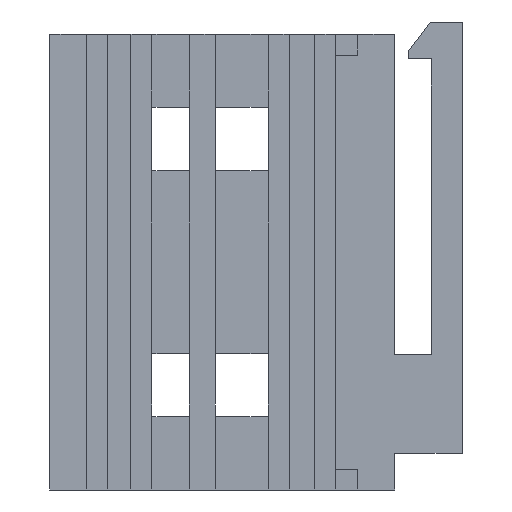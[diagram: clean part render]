
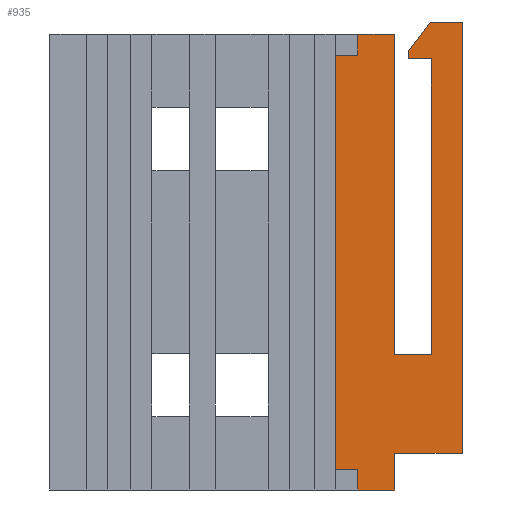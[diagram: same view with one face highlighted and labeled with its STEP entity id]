
A CAD part, front view. The second image highlights one B-rep face of the part: STEP entity #935.
In plain terms, the highlighted planar face has unit normal (0, -1, 0).
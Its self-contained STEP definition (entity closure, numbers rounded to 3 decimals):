
#22 = VERTEX_POINT ( 'NONE', #1474 ) ;
#29 = DIRECTION ( 'NONE',  ( 0., 0., -1. ) ) ;
#67 = EDGE_CURVE ( 'NONE', #2169, #2496, #1949, .T. ) ;
#80 = ORIENTED_EDGE ( 'NONE', *, *, #2564, .F. ) ;
#90 = DIRECTION ( 'NONE',  ( -1., 0., 0. ) ) ;
#107 = LINE ( 'NONE', #2538, #1625 ) ;
#122 = CARTESIAN_POINT ( 'NONE',  ( 16.9, 1.531, 19.5 ) ) ;
#165 = CARTESIAN_POINT ( 'NONE',  ( 19.5, 1.531, -13.8 ) ) ;
#191 = ORIENTED_EDGE ( 'NONE', *, *, #1832, .F. ) ;
#260 = CARTESIAN_POINT ( 'NONE',  ( 14., 1.531, -16.8 ) ) ;
#262 = VECTOR ( 'NONE', #2238, 1000. ) ;
#274 = VECTOR ( 'NONE', #1952, 1000. ) ;
#338 = DIRECTION ( 'NONE',  ( 1., 0., 0. ) ) ;
#340 = EDGE_CURVE ( 'NONE', #2529, #2980, #107, .T. ) ;
#360 = LINE ( 'NONE', #122, #520 ) ;
#417 = CARTESIAN_POINT ( 'NONE',  ( 10.027, 1.531, -7.5 ) ) ;
#445 = DIRECTION ( 'NONE',  ( -1., 0., 0. ) ) ;
#459 = LINE ( 'NONE', #2834, #274 ) ;
#481 = DIRECTION ( 'NONE',  ( 0., -1., 0. ) ) ;
#484 = LINE ( 'NONE', #855, #262 ) ;
#488 = CARTESIAN_POINT ( 'NONE',  ( 19.5, 1.531, 19.5 ) ) ;
#520 = VECTOR ( 'NONE', #1784, 1000. ) ;
#531 = LINE ( 'NONE', #725, #2825 ) ;
#549 = CARTESIAN_POINT ( 'NONE',  ( 11., 1.531, -16.8 ) ) ;
#558 = ORIENTED_EDGE ( 'NONE', *, *, #611, .F. ) ;
#611 = EDGE_CURVE ( 'NONE', #22, #1391, #1182, .T. ) ;
#618 = CARTESIAN_POINT ( 'NONE',  ( 14., 1.531, -18.5 ) ) ;
#686 = CARTESIAN_POINT ( 'NONE',  ( 15.1, 1.531, 16.5 ) ) ;
#709 = CARTESIAN_POINT ( 'NONE',  ( 9.2, 1.531, 20.944 ) ) ;
#725 = CARTESIAN_POINT ( 'NONE',  ( 11., 1.531, -16.8 ) ) ;
#739 = VERTEX_POINT ( 'NONE', #549 ) ;
#765 = LINE ( 'NONE', #417, #2593 ) ;
#819 = ORIENTED_EDGE ( 'NONE', *, *, #1550, .F. ) ;
#824 = DIRECTION ( 'NONE',  ( 0., 0., -1. ) ) ;
#826 = LINE ( 'NONE', #2656, #2987 ) ;
#855 = CARTESIAN_POINT ( 'NONE',  ( 17., 1.531, 16.5 ) ) ;
#862 = CARTESIAN_POINT ( 'NONE',  ( 14., 1.531, -15.5 ) ) ;
#873 = ORIENTED_EDGE ( 'NONE', *, *, #67, .F. ) ;
#934 = ORIENTED_EDGE ( 'NONE', *, *, #2352, .T. ) ;
#935 = ADVANCED_FACE ( 'NONE', ( #2973 ), #2743, .T. ) ;
#981 = CARTESIAN_POINT ( 'NONE',  ( 14., 1.531, -16.8 ) ) ;
#994 = LINE ( 'NONE', #709, #2172 ) ;
#1007 = ORIENTED_EDGE ( 'NONE', *, *, #2151, .F. ) ;
#1060 = VERTEX_POINT ( 'NONE', #1116 ) ;
#1085 = VERTEX_POINT ( 'NONE', #488 ) ;
#1098 = EDGE_CURVE ( 'NONE', #1785, #2246, #360, .T. ) ;
#1116 = CARTESIAN_POINT ( 'NONE',  ( 19.5, 1.531, -15.5 ) ) ;
#1122 = DIRECTION ( 'NONE',  ( -1., 0., 0. ) ) ;
#1127 = VECTOR ( 'NONE', #1227, 1000. ) ;
#1136 = LINE ( 'NONE', #2819, #2443 ) ;
#1171 = VERTEX_POINT ( 'NONE', #2763 ) ;
#1182 = LINE ( 'NONE', #260, #3011 ) ;
#1186 = ORIENTED_EDGE ( 'NONE', *, *, #2535, .T. ) ;
#1227 = DIRECTION ( 'NONE',  ( -1., 0., 0. ) ) ;
#1237 = VERTEX_POINT ( 'NONE', #1449 ) ;
#1278 = EDGE_CURVE ( 'NONE', #1085, #1060, #1358, .T. ) ;
#1296 = ORIENTED_EDGE ( 'NONE', *, *, #1098, .F. ) ;
#1344 = CARTESIAN_POINT ( 'NONE',  ( 15.1, 1.531, 16.5 ) ) ;
#1354 = ORIENTED_EDGE ( 'NONE', *, *, #1664, .F. ) ;
#1358 = LINE ( 'NONE', #165, #2074 ) ;
#1391 = VERTEX_POINT ( 'NONE', #3065 ) ;
#1423 = CARTESIAN_POINT ( 'NONE',  ( 11., 1.531, 18.5 ) ) ;
#1424 = VERTEX_POINT ( 'NONE', #1815 ) ;
#1428 = VERTEX_POINT ( 'NONE', #1918 ) ;
#1432 = VECTOR ( 'NONE', #1122, 1000. ) ;
#1449 = CARTESIAN_POINT ( 'NONE',  ( 17., 1.531, 16.5 ) ) ;
#1471 = CARTESIAN_POINT ( 'NONE',  ( 11., 1.531, 16.8 ) ) ;
#1474 = CARTESIAN_POINT ( 'NONE',  ( 14., 1.531, 18.5 ) ) ;
#1475 = CARTESIAN_POINT ( 'NONE',  ( 14., 1.531, -16.8 ) ) ;
#1550 = EDGE_CURVE ( 'NONE', #739, #1428, #459, .T. ) ;
#1579 = DIRECTION ( 'NONE',  ( 0., 0., -1. ) ) ;
#1607 = EDGE_CURVE ( 'NONE', #1060, #2169, #1843, .T. ) ;
#1625 = VECTOR ( 'NONE', #2457, 1000. ) ;
#1664 = EDGE_CURVE ( 'NONE', #1928, #1785, #2728, .T. ) ;
#1784 = DIRECTION ( 'NONE',  ( 0.602, 0., 0.799 ) ) ;
#1785 = VERTEX_POINT ( 'NONE', #2497 ) ;
#1808 = CARTESIAN_POINT ( 'NONE',  ( 9.2, 1.531, 16.8 ) ) ;
#1815 = CARTESIAN_POINT ( 'NONE',  ( 11., 1.531, -18.5 ) ) ;
#1820 = EDGE_CURVE ( 'NONE', #2268, #1428, #994, .T. ) ;
#1832 = EDGE_CURVE ( 'NONE', #1237, #1928, #1963, .T. ) ;
#1840 = EDGE_LOOP ( 'NONE', ( #2600, #1186, #2768, #819, #934, #2932, #873, #2213, #2233, #1007, #1296, #1354, #191, #80, #2466, #558, #3061 ) ) ;
#1843 = LINE ( 'NONE', #2915, #1432 ) ;
#1896 = CARTESIAN_POINT ( 'NONE',  ( 14., 1.531, -18.5 ) ) ;
#1918 = CARTESIAN_POINT ( 'NONE',  ( 9.2, 1.531, -16.8 ) ) ;
#1928 = VERTEX_POINT ( 'NONE', #1344 ) ;
#1947 = VECTOR ( 'NONE', #1579, 1000. ) ;
#1949 = LINE ( 'NONE', #981, #1947 ) ;
#1952 = DIRECTION ( 'NONE',  ( -1., 0., 0. ) ) ;
#1963 = LINE ( 'NONE', #686, #2245 ) ;
#2072 = DIRECTION ( 'NONE',  ( 0., 0., -1. ) ) ;
#2074 = VECTOR ( 'NONE', #2205, 1000. ) ;
#2101 = DIRECTION ( 'NONE',  ( 0., 0., 1. ) ) ;
#2110 = CARTESIAN_POINT ( 'NONE',  ( 16.9, 1.531, 19.5 ) ) ;
#2117 = DIRECTION ( 'NONE',  ( -1., 0., 0. ) ) ;
#2151 = EDGE_CURVE ( 'NONE', #2246, #1085, #826, .T. ) ;
#2169 = VERTEX_POINT ( 'NONE', #862 ) ;
#2172 = VECTOR ( 'NONE', #824, 1000. ) ;
#2188 = EDGE_CURVE ( 'NONE', #1391, #1171, #765, .T. ) ;
#2205 = DIRECTION ( 'NONE',  ( 0., 0., -1. ) ) ;
#2213 = ORIENTED_EDGE ( 'NONE', *, *, #1607, .F. ) ;
#2233 = ORIENTED_EDGE ( 'NONE', *, *, #1278, .F. ) ;
#2238 = DIRECTION ( 'NONE',  ( 0., 0., 1. ) ) ;
#2245 = VECTOR ( 'NONE', #445, 1000. ) ;
#2246 = VERTEX_POINT ( 'NONE', #2110 ) ;
#2252 = EDGE_CURVE ( 'NONE', #22, #2980, #1136, .T. ) ;
#2268 = VERTEX_POINT ( 'NONE', #1808 ) ;
#2352 = EDGE_CURVE ( 'NONE', #739, #1424, #531, .T. ) ;
#2393 = VECTOR ( 'NONE', #90, 1000. ) ;
#2422 = DIRECTION ( 'NONE',  ( 1., 0., 0. ) ) ;
#2443 = VECTOR ( 'NONE', #2117, 1000. ) ;
#2457 = DIRECTION ( 'NONE',  ( 0., 0., 1. ) ) ;
#2466 = ORIENTED_EDGE ( 'NONE', *, *, #2188, .F. ) ;
#2474 = AXIS2_PLACEMENT_3D ( 'NONE', #1475, #481, #2072 ) ;
#2496 = VERTEX_POINT ( 'NONE', #618 ) ;
#2497 = CARTESIAN_POINT ( 'NONE',  ( 15.1, 1.531, 17.111 ) ) ;
#2529 = VERTEX_POINT ( 'NONE', #1471 ) ;
#2535 = EDGE_CURVE ( 'NONE', #2529, #2268, #2749, .T. ) ;
#2538 = CARTESIAN_POINT ( 'NONE',  ( 11., 1.531, 16.8 ) ) ;
#2564 = EDGE_CURVE ( 'NONE', #1171, #1237, #484, .T. ) ;
#2593 = VECTOR ( 'NONE', #338, 1000. ) ;
#2600 = ORIENTED_EDGE ( 'NONE', *, *, #340, .F. ) ;
#2656 = CARTESIAN_POINT ( 'NONE',  ( 19.5, 1.531, 19.5 ) ) ;
#2728 = LINE ( 'NONE', #2812, #2798 ) ;
#2743 = PLANE ( 'NONE',  #2474 ) ;
#2749 = LINE ( 'NONE', #2778, #1127 ) ;
#2763 = CARTESIAN_POINT ( 'NONE',  ( 17., 1.531, -7.5 ) ) ;
#2767 = EDGE_CURVE ( 'NONE', #2496, #1424, #3005, .T. ) ;
#2768 = ORIENTED_EDGE ( 'NONE', *, *, #1820, .T. ) ;
#2778 = CARTESIAN_POINT ( 'NONE',  ( 0., 1.531, 16.8 ) ) ;
#2798 = VECTOR ( 'NONE', #2101, 1000. ) ;
#2812 = CARTESIAN_POINT ( 'NONE',  ( 15.1, 1.531, 17.111 ) ) ;
#2819 = CARTESIAN_POINT ( 'NONE',  ( 14., 1.531, 18.5 ) ) ;
#2825 = VECTOR ( 'NONE', #3044, 1000. ) ;
#2834 = CARTESIAN_POINT ( 'NONE',  ( 14., 1.531, -16.8 ) ) ;
#2915 = CARTESIAN_POINT ( 'NONE',  ( 19.5, 1.531, -15.5 ) ) ;
#2932 = ORIENTED_EDGE ( 'NONE', *, *, #2767, .F. ) ;
#2973 = FACE_OUTER_BOUND ( 'NONE', #1840, .T. ) ;
#2980 = VERTEX_POINT ( 'NONE', #1423 ) ;
#2987 = VECTOR ( 'NONE', #2422, 1000. ) ;
#3005 = LINE ( 'NONE', #1896, #2393 ) ;
#3011 = VECTOR ( 'NONE', #29, 1000. ) ;
#3044 = DIRECTION ( 'NONE',  ( 0., 0., -1. ) ) ;
#3061 = ORIENTED_EDGE ( 'NONE', *, *, #2252, .T. ) ;
#3065 = CARTESIAN_POINT ( 'NONE',  ( 14., 1.531, -7.5 ) ) ;
